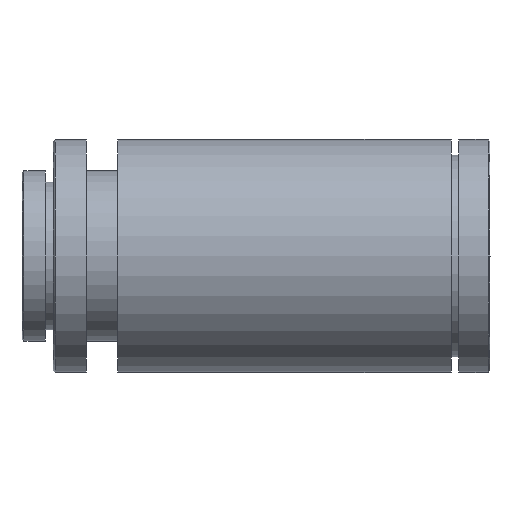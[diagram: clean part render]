
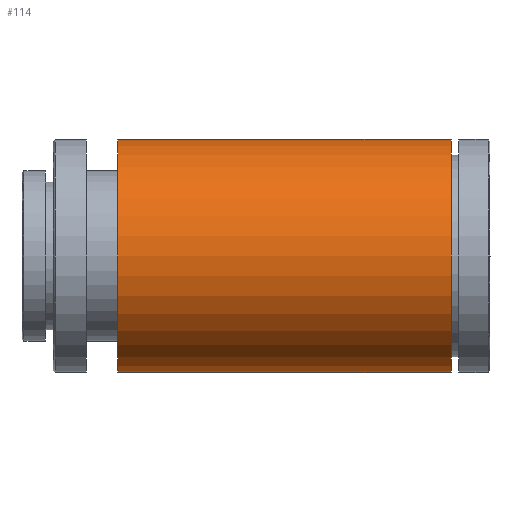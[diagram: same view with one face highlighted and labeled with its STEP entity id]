
A CAD part, front view. The second image highlights one B-rep face of the part: STEP entity #114.
In plain terms, the highlighted cylindrical face has radius 15 mm (diameter 30 mm), a partial arc.
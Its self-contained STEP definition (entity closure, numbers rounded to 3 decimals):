
#3 = CARTESIAN_POINT ( 'NONE',  ( -215.191, 0., -15. ) ) ;
#5 = EDGE_LOOP ( 'NONE', ( #1062, #867, #119, #596 ) ) ;
#10 = DIRECTION ( 'NONE',  ( 0., 0., 1. ) ) ;
#72 = VERTEX_POINT ( 'NONE', #245 ) ;
#96 = DIRECTION ( 'NONE',  ( -1., 0., 0. ) ) ;
#114 = ADVANCED_FACE ( 'NONE', ( #282 ), #1017, .T. ) ;
#119 = ORIENTED_EDGE ( 'NONE', *, *, #883, .T. ) ;
#200 = EDGE_CURVE ( 'NONE', #239, #798, #351, .T. ) ;
#239 = VERTEX_POINT ( 'NONE', #534 ) ;
#245 = CARTESIAN_POINT ( 'NONE',  ( 55.24, 0., -15. ) ) ;
#282 = FACE_OUTER_BOUND ( 'NONE', #5, .T. ) ;
#351 = CIRCLE ( 'NONE', #871, 15. ) ;
#353 = DIRECTION ( 'NONE',  ( -1., 0., 0. ) ) ;
#364 = DIRECTION ( 'NONE',  ( -1., 0., 0. ) ) ;
#390 = VECTOR ( 'NONE', #1095, 1000. ) ;
#406 = AXIS2_PLACEMENT_3D ( 'NONE', #628, #96, #10 ) ;
#497 = VERTEX_POINT ( 'NONE', #545 ) ;
#534 = CARTESIAN_POINT ( 'NONE',  ( 12.3, 0., -15. ) ) ;
#545 = CARTESIAN_POINT ( 'NONE',  ( 55.24, 0., 15. ) ) ;
#596 = ORIENTED_EDGE ( 'NONE', *, *, #200, .F. ) ;
#628 = CARTESIAN_POINT ( 'NONE',  ( -215.191, 0., 0. ) ) ;
#676 = CARTESIAN_POINT ( 'NONE',  ( 55.24, 0., 0. ) ) ;
#756 = EDGE_CURVE ( 'NONE', #72, #497, #841, .T. ) ;
#777 = CARTESIAN_POINT ( 'NONE',  ( 12.3, 0., 15. ) ) ;
#798 = VERTEX_POINT ( 'NONE', #777 ) ;
#815 = CARTESIAN_POINT ( 'NONE',  ( -215.191, 0., 15. ) ) ;
#841 = CIRCLE ( 'NONE', #992, 15. ) ;
#867 = ORIENTED_EDGE ( 'NONE', *, *, #756, .T. ) ;
#868 = DIRECTION ( 'NONE',  ( 0., 0., 1. ) ) ;
#871 = AXIS2_PLACEMENT_3D ( 'NONE', #1001, #353, #1012 ) ;
#883 = EDGE_CURVE ( 'NONE', #497, #798, #1189, .T. ) ;
#922 = LINE ( 'NONE', #3, #390 ) ;
#923 = EDGE_CURVE ( 'NONE', #72, #239, #922, .T. ) ;
#955 = VECTOR ( 'NONE', #364, 1000. ) ;
#992 = AXIS2_PLACEMENT_3D ( 'NONE', #676, #1054, #868 ) ;
#1001 = CARTESIAN_POINT ( 'NONE',  ( 12.3, 0., 0. ) ) ;
#1012 = DIRECTION ( 'NONE',  ( 0., 0., 1. ) ) ;
#1017 = CYLINDRICAL_SURFACE ( 'NONE', #406, 15. ) ;
#1054 = DIRECTION ( 'NONE',  ( -1., 0., 0. ) ) ;
#1062 = ORIENTED_EDGE ( 'NONE', *, *, #923, .F. ) ;
#1095 = DIRECTION ( 'NONE',  ( -1., 0., 0. ) ) ;
#1189 = LINE ( 'NONE', #815, #955 ) ;
